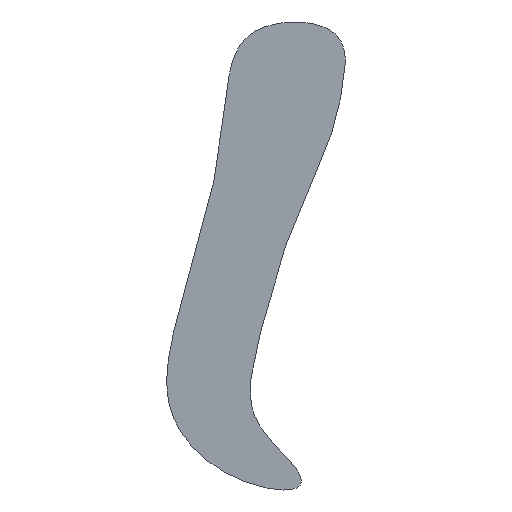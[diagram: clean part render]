
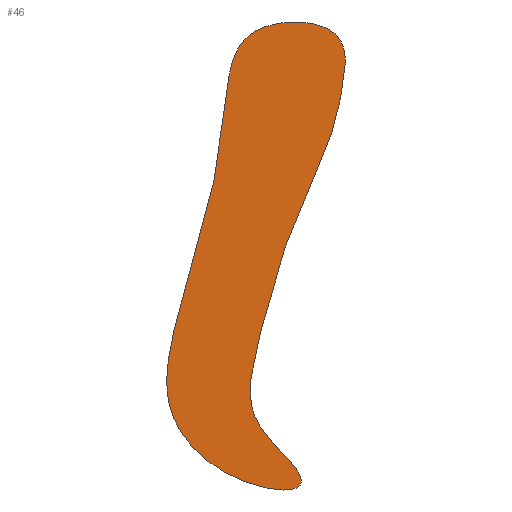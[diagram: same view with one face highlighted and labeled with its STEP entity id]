
A CAD part, left-side view. The second image highlights one B-rep face of the part: STEP entity #46.
In plain terms, the highlighted planar face has unit normal (-1, 0, 0).
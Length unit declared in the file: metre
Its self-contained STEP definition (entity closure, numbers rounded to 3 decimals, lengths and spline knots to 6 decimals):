
#21=PLANE('',#74);
#25=ORIENTED_EDGE('',*,*,#27,.F.);
#27=EDGE_CURVE('',#29,#29,#31,.T.);
#29=VERTEX_POINT('',#151);
#31=B_SPLINE_CURVE_WITH_KNOTS('',3,(#134,#135,#136,#137,#138,#139,#140,
#141,#142,#143,#144,#145,#146,#147,#148,#149,#150),.UNSPECIFIED.,.T.,.F.,
(1,3,1,1,1,1,1,1,1,1,1,1,1,1,1,3,1),(-0.035884,0.,0.064568,
0.142697,0.222198,0.336083,0.422121,
0.497639,0.557197,0.618028,0.675813,
0.742843,0.826844,0.898174,0.964116,
1.,1.064568),.UNSPECIFIED.);
#35=EDGE_LOOP('',(#25));
#39=FACE_BOUND('',#35,.T.);
#46=ADVANCED_FACE('',(#39),#21,.F.);
#74=AXIS2_PLACEMENT_3D('',#153,#79,#80);
#79=DIRECTION('',(1.,0.,0.));
#80=DIRECTION('',(0.,1.,0.));
#134=CARTESIAN_POINT('',(0.,0.050249,-0.007419));
#135=CARTESIAN_POINT('',(0.,0.050332,-0.007495));
#136=CARTESIAN_POINT('',(0.,0.05102,-0.007408));
#137=CARTESIAN_POINT('',(0.,0.051782,-0.006687));
#138=CARTESIAN_POINT('',(0.,0.051642,-0.005599));
#139=CARTESIAN_POINT('',(0.,0.050985,-0.003705));
#140=CARTESIAN_POINT('',(0.,0.051085,-0.002294));
#141=CARTESIAN_POINT('',(0.,0.049683,-0.002299));
#142=CARTESIAN_POINT('',(0.,0.049756,-0.003046));
#143=CARTESIAN_POINT('',(0.,0.049889,-0.003601));
#144=CARTESIAN_POINT('',(0.,0.050121,-0.004108));
#145=CARTESIAN_POINT('',(0.,0.050411,-0.004768));
#146=CARTESIAN_POINT('',(0.,0.050708,-0.005833));
#147=CARTESIAN_POINT('',(0.,0.050879,-0.006695));
#148=CARTESIAN_POINT('',(0.,0.050271,-0.007157));
#149=CARTESIAN_POINT('',(0.,0.050203,-0.007377));
#150=CARTESIAN_POINT('',(0.,0.050249,-0.007419));
#151=CARTESIAN_POINT('',(0.,0.050249,-0.007419));
#153=CARTESIAN_POINT('',(0.,0.003229,0.003579));
